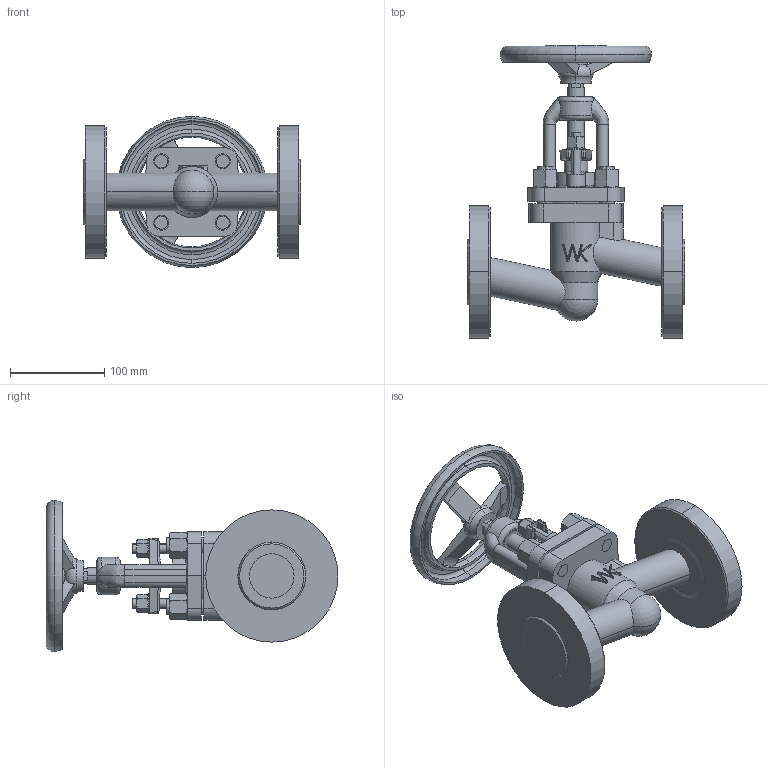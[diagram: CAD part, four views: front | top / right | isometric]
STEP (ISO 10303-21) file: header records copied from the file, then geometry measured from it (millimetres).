
FILE_DESCRIPTION (( 'STEP AP214' ), '1' );
FILE_NAME ('[25] 530 DN25 3-7040 katalog uproszczony.STEP', '2015-03-18T12:35:13', ( '' ), ( '' ), 'SwSTEP 2.0', 'SolidWorks 2015', '' );
FILE_SCHEMA (( 'AUTOMOTIVE_DESIGN' ));
Length unit declared in the file: millimetre
Products named in the file (1): [25] 530 DN25 3-7040 katalog uproszczony
Bounding box: 230 x 309 x 160 mm (x, y, z)
Volume: 1987028.5 mm3; surface area: 373495.6 mm2
Topology: 39 solids, 39 shells, 732 faces, 1621 edges, 949 vertices
Faces by surface type: plane 245, cylinder 198, cone 165, torus 48, sphere 42, bspline 34
Entity records: 25799 total; most frequent: CARTESIAN_POINT 9808, DIRECTION 3282, ORIENTED_EDGE 3182, EDGE_CURVE 1591, AXIS2_PLACEMENT_3D 1365, VERTEX_POINT 947, EDGE_LOOP 758, ADVANCED_FACE 732
